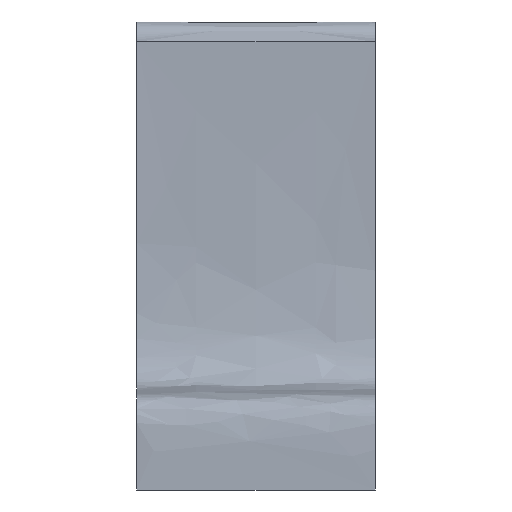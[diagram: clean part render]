
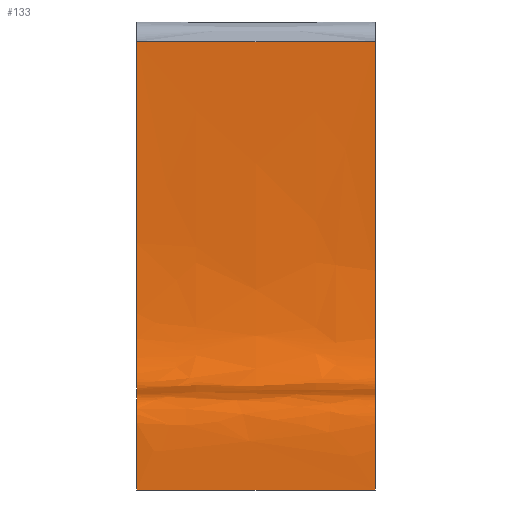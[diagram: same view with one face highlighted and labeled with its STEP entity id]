
A CAD part, front view. The second image highlights one B-rep face of the part: STEP entity #133.
In plain terms, the highlighted free-form (B-spline) face has degree [4, 1] with [8, 2] control points.
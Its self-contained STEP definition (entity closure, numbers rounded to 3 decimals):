
#19=LINE('',#364,#23);
#23=VECTOR('',#176,10.);
#35=FACE_OUTER_BOUND('',#43,.T.);
#43=EDGE_LOOP('',(#113,#114,#115,#116));
#46=B_SPLINE_CURVE_WITH_KNOTS('',3,(#224,#225,#226,#227),.UNSPECIFIED.,
 .F.,.F.,(4,4),(-6.,0.),.UNSPECIFIED.);
#51=B_SPLINE_CURVE_WITH_KNOTS('',4,(#274,#275,#276,#277,#278,#279,#280,
#281),.UNSPECIFIED.,.F.,.F.,(5,1,1,1,5),(-3.,-2.,-1.362,-1.,
-0.058),.UNSPECIFIED.);
#56=B_SPLINE_CURVE_WITH_KNOTS('',4,(#381,#382,#383,#384,#385,#386,#387,
#388),.UNSPECIFIED.,.F.,.F.,(5,1,1,1,5),(0.058,1.,1.362,
2.,3.),.UNSPECIFIED.);
#58=VERTEX_POINT('',#209);
#59=VERTEX_POINT('',#223);
#64=VERTEX_POINT('',#272);
#68=VERTEX_POINT('',#362);
#70=EDGE_CURVE('',#58,#59,#46,.T.);
#77=EDGE_CURVE('',#64,#58,#51,.T.);
#85=EDGE_CURVE('',#64,#68,#19,.T.);
#86=EDGE_CURVE('',#59,#68,#56,.T.);
#113=ORIENTED_EDGE('',*,*,#70,.F.);
#114=ORIENTED_EDGE('',*,*,#77,.F.);
#115=ORIENTED_EDGE('',*,*,#85,.T.);
#116=ORIENTED_EDGE('',*,*,#86,.F.);
#126=B_SPLINE_SURFACE_WITH_KNOTS('',4,1,((#365,#366),(#367,#368),(#369,
#370),(#371,#372),(#373,#374),(#375,#376),(#377,#378),(#379,#380)),
 .UNSPECIFIED.,.F.,.F.,.F.,(5,1,1,1,5),(2,2),(0.,1.,1.362,2.,
3.),(-3.,3.),.UNSPECIFIED.);
#133=ADVANCED_FACE('',(#35),#126,.T.);
#176=DIRECTION('',(1.,0.,0.));
#209=CARTESIAN_POINT('',(-30.,-30.,-47.299));
#223=CARTESIAN_POINT('',(30.,-30.,-47.299));
#224=CARTESIAN_POINT('Ctrl Pts',(-30.,-30.,-47.299));
#225=CARTESIAN_POINT('Ctrl Pts',(-10.,-30.,-47.299));
#226=CARTESIAN_POINT('Ctrl Pts',(10.,-30.,-47.299));
#227=CARTESIAN_POINT('Ctrl Pts',(30.,-30.,-47.299));
#272=CARTESIAN_POINT('',(-30.,-70.,-160.));
#274=CARTESIAN_POINT('Ctrl Pts',(-30.,-70.,-160.));
#275=CARTESIAN_POINT('Ctrl Pts',(-30.,-70.,-140.));
#276=CARTESIAN_POINT('Ctrl Pts',(-30.,-70.,-135.));
#277=CARTESIAN_POINT('Ctrl Pts',(-30.,-50.,-135.));
#278=CARTESIAN_POINT('Ctrl Pts',(-30.,-30.39,-135.));
#279=CARTESIAN_POINT('Ctrl Pts',(-30.,-30.011,-97.304));
#280=CARTESIAN_POINT('Ctrl Pts',(-30.,-30.,-81.996));
#281=CARTESIAN_POINT('Ctrl Pts',(-30.,-30.,-47.299));
#362=CARTESIAN_POINT('',(30.,-70.,-160.));
#364=CARTESIAN_POINT('',(0.,-70.,-160.));
#365=CARTESIAN_POINT('Ctrl Pts',(-30.,-30.,-38.108));
#366=CARTESIAN_POINT('Ctrl Pts',(30.,-30.,-38.108));
#367=CARTESIAN_POINT('Ctrl Pts',(-30.,-30.,-80.));
#368=CARTESIAN_POINT('Ctrl Pts',(30.,-30.,-80.));
#369=CARTESIAN_POINT('Ctrl Pts',(-30.,-30.,-95.));
#370=CARTESIAN_POINT('Ctrl Pts',(30.,-30.,-95.));
#371=CARTESIAN_POINT('Ctrl Pts',(-30.,-30.,-135.));
#372=CARTESIAN_POINT('Ctrl Pts',(30.,-30.,-135.));
#373=CARTESIAN_POINT('Ctrl Pts',(-30.,-50.,-135.));
#374=CARTESIAN_POINT('Ctrl Pts',(30.,-50.,-135.));
#375=CARTESIAN_POINT('Ctrl Pts',(-30.,-70.,-135.));
#376=CARTESIAN_POINT('Ctrl Pts',(30.,-70.,-135.));
#377=CARTESIAN_POINT('Ctrl Pts',(-30.,-70.,-140.));
#378=CARTESIAN_POINT('Ctrl Pts',(30.,-70.,-140.));
#379=CARTESIAN_POINT('Ctrl Pts',(-30.,-70.,-160.));
#380=CARTESIAN_POINT('Ctrl Pts',(30.,-70.,-160.));
#381=CARTESIAN_POINT('Ctrl Pts',(30.,-30.,-47.299));
#382=CARTESIAN_POINT('Ctrl Pts',(30.,-30.,-81.996));
#383=CARTESIAN_POINT('Ctrl Pts',(30.,-30.011,-97.304));
#384=CARTESIAN_POINT('Ctrl Pts',(30.,-30.39,-135.));
#385=CARTESIAN_POINT('Ctrl Pts',(30.,-50.,-135.));
#386=CARTESIAN_POINT('Ctrl Pts',(30.,-70.,-135.));
#387=CARTESIAN_POINT('Ctrl Pts',(30.,-70.,-140.));
#388=CARTESIAN_POINT('Ctrl Pts',(30.,-70.,-160.));
